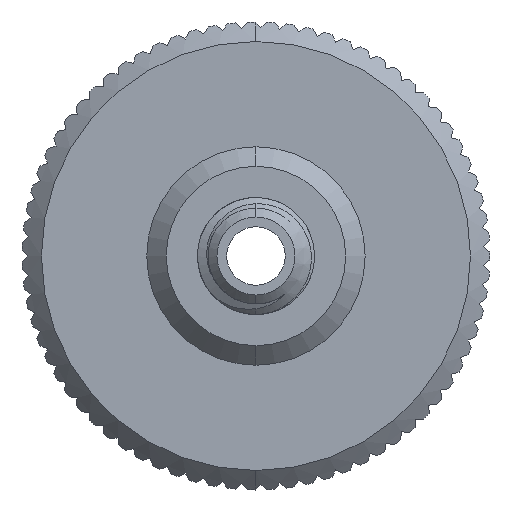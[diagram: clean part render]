
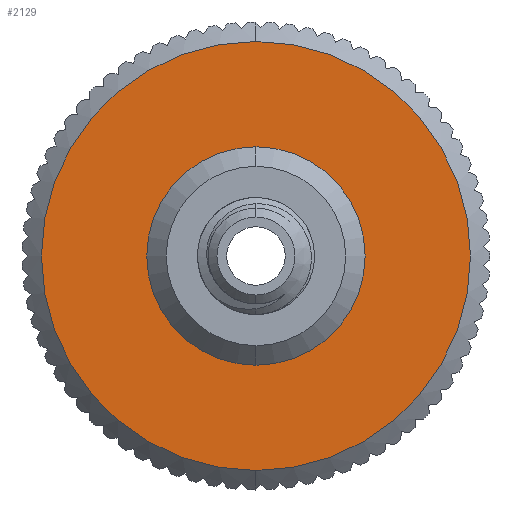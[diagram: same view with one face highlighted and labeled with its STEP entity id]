
A CAD part, left-side view. The second image highlights one B-rep face of the part: STEP entity #2129.
In plain terms, the highlighted planar face has unit normal (-1, 0, 0).
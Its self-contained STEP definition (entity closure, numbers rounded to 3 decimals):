
#12 = CARTESIAN_POINT ( 'NONE',  ( 38., 0., -2.8 ) ) ;
#65 = PLANE ( 'NONE',  #9118 ) ;
#1120 = CIRCLE ( 'NONE', #4355, 5.5 ) ;
#1143 = DIRECTION ( 'NONE',  ( 1., 0., 0. ) ) ;
#1456 = CARTESIAN_POINT ( 'NONE',  ( 38., 0., 5.5 ) ) ;
#1782 = FACE_BOUND ( 'NONE', #7298, .T. ) ;
#2021 = ORIENTED_EDGE ( 'NONE', *, *, #8191, .F. ) ;
#2028 = CARTESIAN_POINT ( 'NONE',  ( 38., 5.5, 0. ) ) ;
#2129 = ADVANCED_FACE ( 'NONE', ( #1782, #11677 ), #65, .F. ) ;
#2374 = DIRECTION ( 'NONE',  ( 0., 0., 1. ) ) ;
#2776 = VERTEX_POINT ( 'NONE', #7325 ) ;
#2938 = CIRCLE ( 'NONE', #7999, 5.5 ) ;
#3344 = VERTEX_POINT ( 'NONE', #1456 ) ;
#3382 = DIRECTION ( 'NONE',  ( -1., 0., 0. ) ) ;
#4355 = AXIS2_PLACEMENT_3D ( 'NONE', #11318, #3382, #8330 ) ;
#5545 = CIRCLE ( 'NONE', #8182, 2.8 ) ;
#5918 = CARTESIAN_POINT ( 'NONE',  ( 38., 0., 0. ) ) ;
#6347 = VERTEX_POINT ( 'NONE', #12 ) ;
#6875 = DIRECTION ( 'NONE',  ( -1., 0., 0. ) ) ;
#7298 = EDGE_LOOP ( 'NONE', ( #9814, #2021 ) ) ;
#7325 = CARTESIAN_POINT ( 'NONE',  ( 38., 0., 2.8 ) ) ;
#7525 = ORIENTED_EDGE ( 'NONE', *, *, #10708, .T. ) ;
#7708 = EDGE_LOOP ( 'NONE', ( #7525, #10795 ) ) ;
#7999 = AXIS2_PLACEMENT_3D ( 'NONE', #5918, #6875, #8718 ) ;
#8069 = CARTESIAN_POINT ( 'NONE',  ( 38., 0., 0. ) ) ;
#8182 = AXIS2_PLACEMENT_3D ( 'NONE', #8069, #10039, #11693 ) ;
#8191 = EDGE_CURVE ( 'NONE', #6347, #2776, #8986, .T. ) ;
#8330 = DIRECTION ( 'NONE',  ( 0., 0., 1. ) ) ;
#8669 = EDGE_CURVE ( 'NONE', #2776, #6347, #5545, .T. ) ;
#8718 = DIRECTION ( 'NONE',  ( 0., 0., 1. ) ) ;
#8986 = CIRCLE ( 'NONE', #9793, 2.8 ) ;
#9118 = AXIS2_PLACEMENT_3D ( 'NONE', #2028, #1143, #12557 ) ;
#9793 = AXIS2_PLACEMENT_3D ( 'NONE', #11070, #12079, #2374 ) ;
#9814 = ORIENTED_EDGE ( 'NONE', *, *, #8669, .F. ) ;
#9854 = CARTESIAN_POINT ( 'NONE',  ( 38., 0., -5.5 ) ) ;
#10039 = DIRECTION ( 'NONE',  ( -1., 0., 0. ) ) ;
#10708 = EDGE_CURVE ( 'NONE', #10904, #3344, #2938, .T. ) ;
#10795 = ORIENTED_EDGE ( 'NONE', *, *, #12109, .T. ) ;
#10904 = VERTEX_POINT ( 'NONE', #9854 ) ;
#11070 = CARTESIAN_POINT ( 'NONE',  ( 38., 0., 0. ) ) ;
#11318 = CARTESIAN_POINT ( 'NONE',  ( 38., 0., 0. ) ) ;
#11677 = FACE_OUTER_BOUND ( 'NONE', #7708, .T. ) ;
#11693 = DIRECTION ( 'NONE',  ( 0., 0., 1. ) ) ;
#12079 = DIRECTION ( 'NONE',  ( -1., 0., 0. ) ) ;
#12109 = EDGE_CURVE ( 'NONE', #3344, #10904, #1120, .T. ) ;
#12557 = DIRECTION ( 'NONE',  ( 0., 0., -1. ) ) ;
